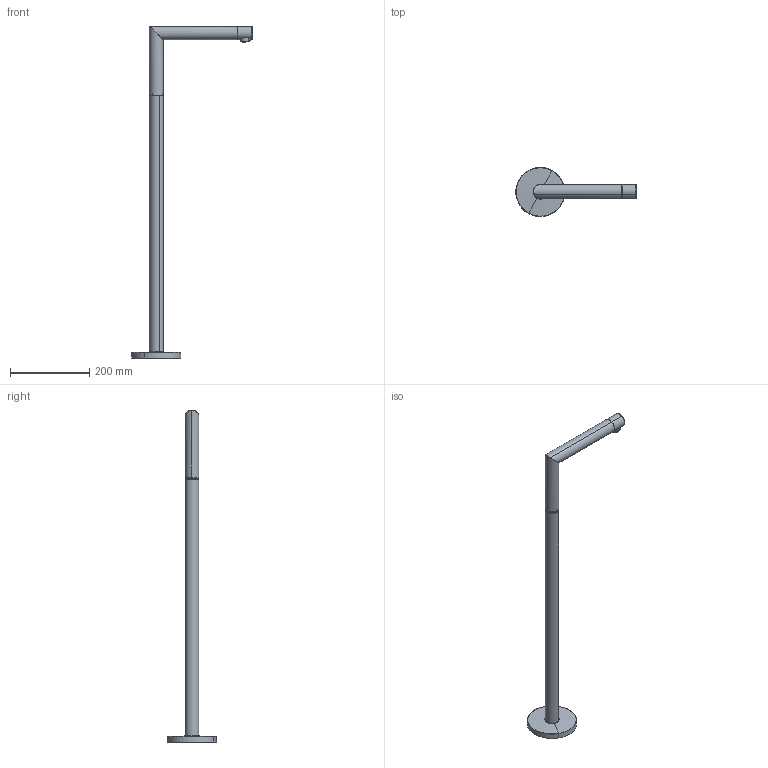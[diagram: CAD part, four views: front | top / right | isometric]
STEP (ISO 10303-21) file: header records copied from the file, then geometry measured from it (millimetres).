
FILE_DESCRIPTION(('CAx-IF Rec.Pracs.---Model Styling and Organization---1.2---2011-12-15','CAx-IF Rec.Pracs.---Geometric and Assembly Validation Properties---4.1---2014-06-16','CAx-IF Rec.Pracs.---PMI Polyline Presentation---2.0---2013-05-24'),'2;1');
FILE_NAME('1000110937_PPR_000.stp','2017-01-10T07:27:51+01:00',(''),(''),'STEP Interface 4.0.1101 by CT CoreTechnologie','3D_Evolution4.0.1101 by CT CoreTechnologie','');
FILE_SCHEMA(('AP203_CONFIGURATION_CONTROLLED_3D_DESIGN_OF_MECHANICAL_PARTS_AND_ASSEMBLIES_MIM_LF'));
Length unit declared in the file: millimetre
Products named in the file (9): P_2 Axor Uno Wanneneinlauf bodenstehend 1000110937_PPR_000_A0; P_2 Auslauf kpl. WE-SM_Axor Uno³ Puro 1000110933_PPR_000_A0; P_2 GK Auslauf WE-SM_AXOR UNO³ Puro 1000110929_PPA_000_A0; P_2 Auslauf_WE-SM_AXOR UNO³ Puro 1000110930_PPA_000_A0; P_2 Strahlreglerbuchs Puro WE-SM AX Uno³ 1000110932_PPA_000_A0; P_2 SR_CA_M24x1_CC_D-air_hellgrau_ 1000109889_PPA_000_A0; P_2 Huelse WE-SM Wanneneinlauf Axor Uno³ 1000110934_PPA_000_A0; P_2 Rohr  WRA-ST Starck 1000110936_PPA_000_A0; P_2 Rosette fuer D35 WRA-St Starck 1000110935_PPA_000_A0
Assembly tree (8 placements, depth 3):
  P_2 Axor Uno Wanneneinlauf bodenstehend 1000110937_PPR_000_A0
    P_2 Auslauf kpl. WE-SM_Axor Uno³ Puro 1000110933_PPR_000_A0
      P_2 GK Auslauf WE-SM_AXOR UNO³ Puro 1000110929_PPA_000_A0
      P_2 Auslauf_WE-SM_AXOR UNO³ Puro 1000110930_PPA_000_A0
      P_2 Strahlreglerbuchs Puro WE-SM AX Uno³ 1000110932_PPA_000_A0
    P_2 SR_CA_M24x1_CC_D-air_hellgrau_ 1000109889_PPA_000_A0
    P_2 Huelse WE-SM Wanneneinlauf Axor Uno³ 1000110934_PPA_000_A0
    P_2 Rohr  WRA-ST Starck 1000110936_PPA_000_A0
    P_2 Rosette fuer D35 WRA-St Starck 1000110935_PPA_000_A0
Bounding box: 303.98 x 123.97 x 837.5 mm (x, y, z)
Volume: 1200278.3 mm3; surface area: 164607.6 mm2
Topology: 7 solids, 10 shells, 914 faces, 2400 edges, 1515 vertices
Faces by surface type: plane 466, cylinder 254, bspline 194
Entity records: 40423 total; most frequent: CARTESIAN_POINT 8034, ORIENTED_EDGE 4780, DIRECTION 4751, EDGE_CURVE 2390, AXIS2_PLACEMENT_3D 1674, VERTEX_POINT 1515, VECTOR 1403, LINE 1403
